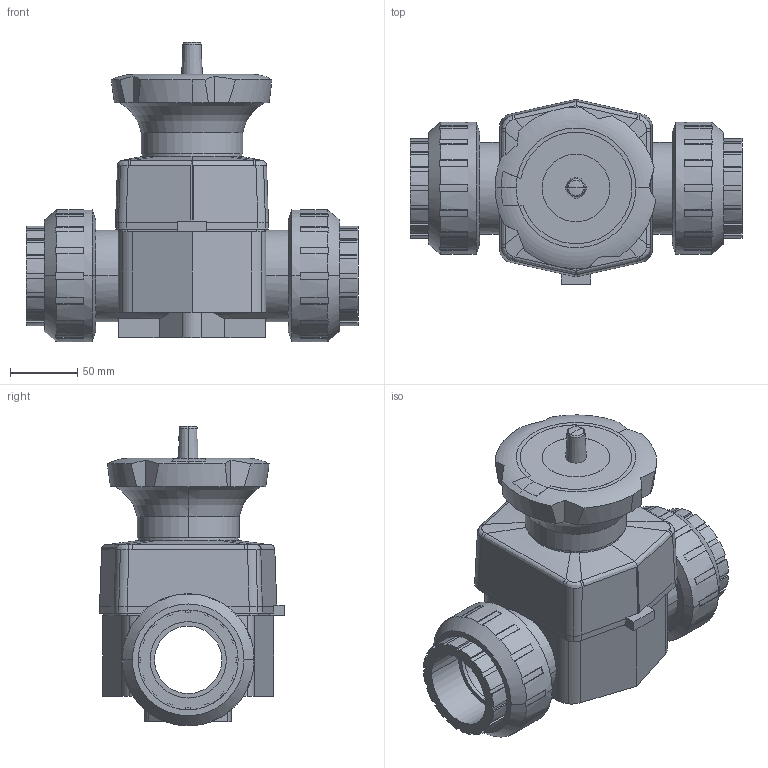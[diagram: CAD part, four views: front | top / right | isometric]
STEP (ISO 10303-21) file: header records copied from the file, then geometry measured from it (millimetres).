
FILE_DESCRIPTION(('STEP AP214'),'1');
FILE_NAME('dkufv200e.stp','2017-04-07T15:22:54',('TraceParts'),('TraceParts S.A.'),'Spatial InterOp 3D',' ',' ');
FILE_SCHEMA(('automotive_design'));
Length unit declared in the file: millimetre
Products named in the file (8): dkufv200e_1; dkufv200e_2; dkufv200e_3; dkufv200e_4; dkufv200e_5; dkufv200e_6; dkufv200e_7; dkufv200e_8
Bounding box: 246.4 x 137.37 x 222.45 mm (x, y, z)
Volume: 2178484.9 mm3; surface area: 282351.8 mm2
Topology: 8 solids, 8 shells, 500 faces, 1373 edges, 900 vertices
Faces by surface type: plane 287, cylinder 158, bspline 30, cone 17, torus 8
Entity records: 21696 total; most frequent: CARTESIAN_POINT 4744, ORIENTED_EDGE 2742, DIRECTION 2702, EDGE_CURVE 1371, AXIS2_PLACEMENT_3D 993, VERTEX_POINT 900, LINE 716, VECTOR 716
